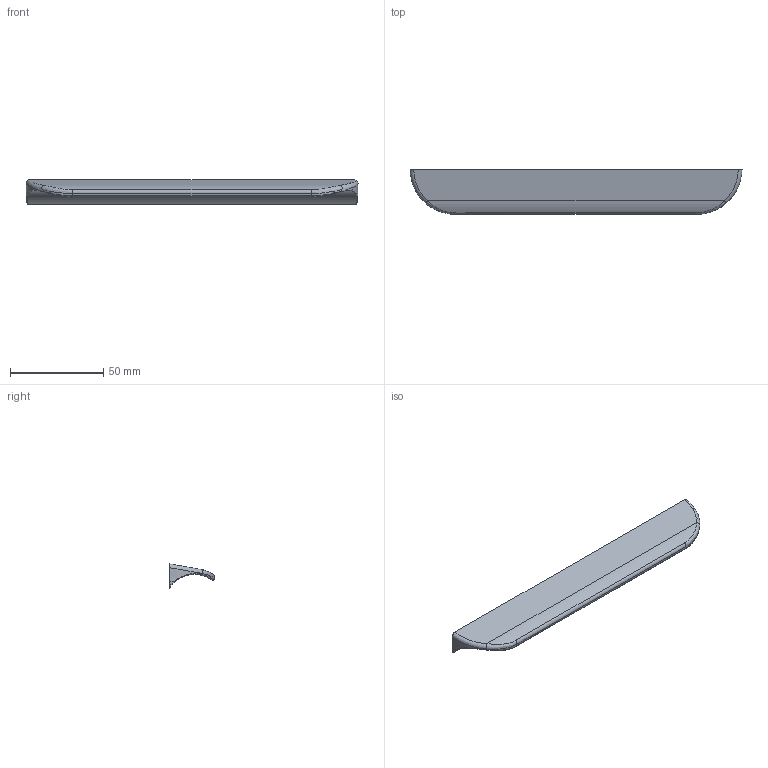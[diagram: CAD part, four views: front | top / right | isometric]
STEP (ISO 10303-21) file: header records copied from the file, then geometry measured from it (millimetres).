
FILE_DESCRIPTION(/* description */ (''),/* implementation_level */ '2;1');
FILE_NAME(/* name */ '0373_160_02.stp',/* time_stamp */ '2023-01-02T13:40:26+01:00',/* author */ ('jferrer'),/* organization */ (''),/* preprocessor_version */ 'ST-DEVELOPER v18.1',/* originating_system */ 'Autodesk Inventor 2022',/* authorisation */ '');
FILE_SCHEMA (('CONFIG_CONTROL_DESIGN'));
Length unit declared in the file: millimetre
Products named in the file (1): 0373_160_02
Bounding box: 178 x 24.11 x 12.99 mm (x, y, z)
Volume: 20819.2 mm3; surface area: 11880 mm2
Topology: 1 solids, 1 shells, 471 faces, 1309 edges, 870 vertices
Faces by surface type: plane 436, cylinder 21, bspline 8, torus 4, cone 2
Full cylindrical faces by diameter (mm): 1.548 x1, 1.8 x1, 4 x2
Entity records: 15170 total; most frequent: CARTESIAN_POINT 3059, ORIENTED_EDGE 2618, DIRECTION 2265, EDGE_CURVE 1309, LINE 1237, VECTOR 1237, VERTEX_POINT 870, AXIS2_PLACEMENT_3D 514
